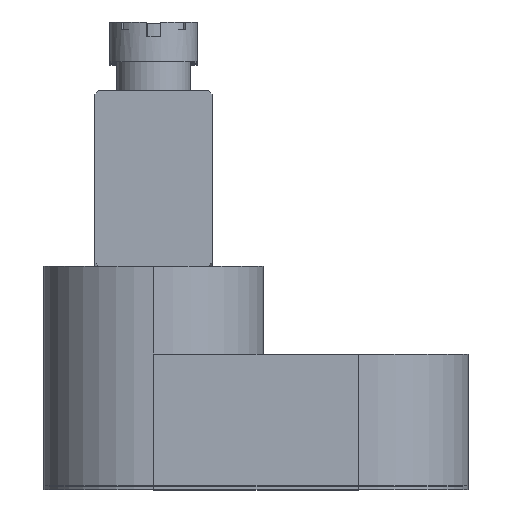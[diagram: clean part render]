
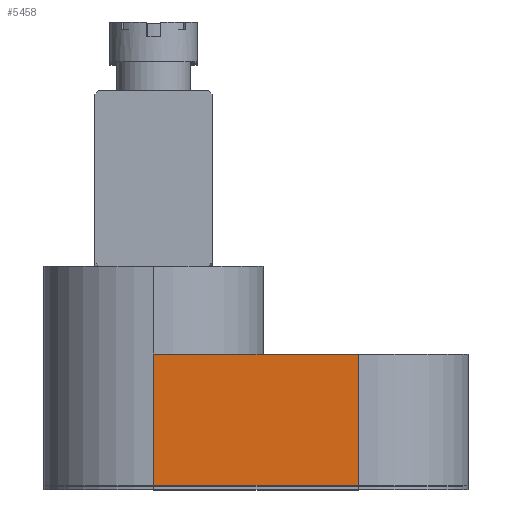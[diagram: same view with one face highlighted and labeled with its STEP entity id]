
A CAD part, top view. The second image highlights one B-rep face of the part: STEP entity #5458.
In plain terms, the highlighted planar face has unit normal (0, 0, 1).
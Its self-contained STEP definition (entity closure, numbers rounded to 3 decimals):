
#98 = VECTOR ( 'NONE', #5782, 1000. ) ;
#268 = CARTESIAN_POINT ( 'NONE',  ( 7., 0., 7.5 ) ) ;
#926 = LINE ( 'NONE', #9108, #2638 ) ;
#963 = VERTEX_POINT ( 'NONE', #9055 ) ;
#1914 = VERTEX_POINT ( 'NONE', #268 ) ;
#1961 = EDGE_CURVE ( 'NONE', #1914, #3704, #5194, .T. ) ;
#1963 = EDGE_CURVE ( 'NONE', #6453, #3704, #926, .T. ) ;
#1971 = EDGE_CURVE ( 'NONE', #963, #6453, #8722, .T. ) ;
#1991 = EDGE_CURVE ( 'NONE', #963, #1914, #4661, .T. ) ;
#2040 = ORIENTED_EDGE ( 'NONE', *, *, #1991, .T. ) ;
#2429 = EDGE_LOOP ( 'NONE', ( #9851, #3951, #10070, #2040 ) ) ;
#2638 = VECTOR ( 'NONE', #6972, 1000. ) ;
#3154 = CARTESIAN_POINT ( 'NONE',  ( -14.5, 9., 7.5 ) ) ;
#3704 = VERTEX_POINT ( 'NONE', #4388 ) ;
#3951 = ORIENTED_EDGE ( 'NONE', *, *, #1963, .F. ) ;
#4043 = PLANE ( 'NONE',  #5522 ) ;
#4388 = CARTESIAN_POINT ( 'NONE',  ( 7., 9., 7.5 ) ) ;
#4661 = LINE ( 'NONE', #6942, #98 ) ;
#4952 = DIRECTION ( 'NONE',  ( 0., 0., -1. ) ) ;
#5194 = LINE ( 'NONE', #7318, #7006 ) ;
#5458 = ADVANCED_FACE ( 'NONE', ( #8376 ), #4043, .F. ) ;
#5522 = AXIS2_PLACEMENT_3D ( 'NONE', #3154, #4952, #10159 ) ;
#5782 = DIRECTION ( 'NONE',  ( 1., 0., 0. ) ) ;
#6320 = DIRECTION ( 'NONE',  ( 0., 1., 0. ) ) ;
#6453 = VERTEX_POINT ( 'NONE', #9340 ) ;
#6764 = VECTOR ( 'NONE', #6320, 1000. ) ;
#6942 = CARTESIAN_POINT ( 'NONE',  ( -14.5, 0., 7.5 ) ) ;
#6972 = DIRECTION ( 'NONE',  ( 1., 0., 0. ) ) ;
#7006 = VECTOR ( 'NONE', #7699, 1000. ) ;
#7070 = CARTESIAN_POINT ( 'NONE',  ( -7., -10.607, 7.5 ) ) ;
#7318 = CARTESIAN_POINT ( 'NONE',  ( 7., -10.607, 7.5 ) ) ;
#7699 = DIRECTION ( 'NONE',  ( 0., 1., 0. ) ) ;
#8376 = FACE_OUTER_BOUND ( 'NONE', #2429, .T. ) ;
#8722 = LINE ( 'NONE', #7070, #6764 ) ;
#9055 = CARTESIAN_POINT ( 'NONE',  ( -7., 0., 7.5 ) ) ;
#9108 = CARTESIAN_POINT ( 'NONE',  ( -14.5, 9., 7.5 ) ) ;
#9340 = CARTESIAN_POINT ( 'NONE',  ( -7., 9., 7.5 ) ) ;
#9851 = ORIENTED_EDGE ( 'NONE', *, *, #1961, .T. ) ;
#10070 = ORIENTED_EDGE ( 'NONE', *, *, #1971, .F. ) ;
#10159 = DIRECTION ( 'NONE',  ( -1., 0., 0. ) ) ;
